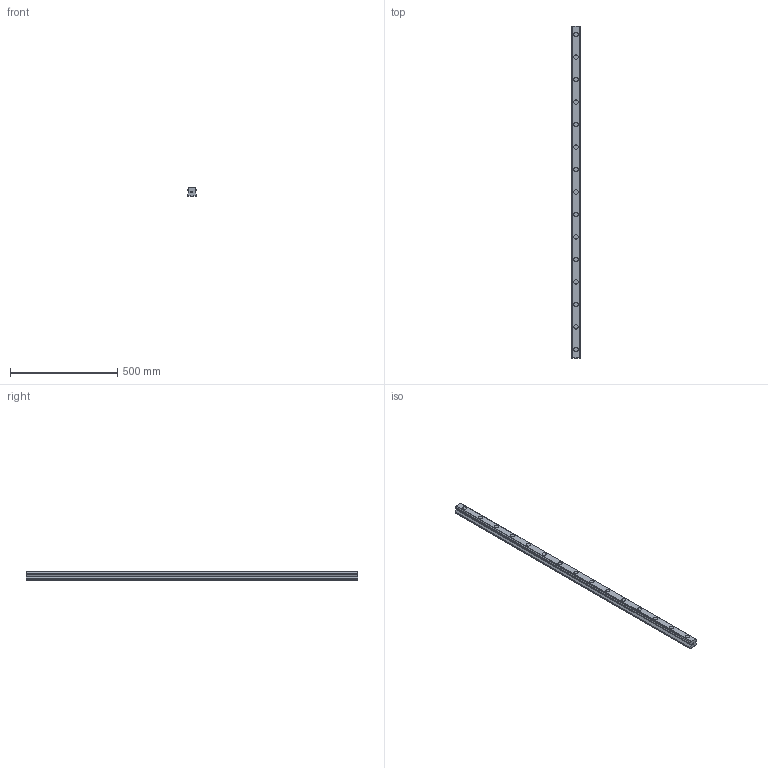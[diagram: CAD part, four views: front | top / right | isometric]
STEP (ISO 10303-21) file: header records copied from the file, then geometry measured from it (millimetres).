
FILE_DESCRIPTION(('STEP AP214'),'1');
FILE_NAME('cctmp_7BF4B492-78AD-4B2B-BE72-08F7FABD5A30_2020_10_29_12_38_36_864..stp','2020-10-29T11:38:37',('HIWIN GmbH'),('CADClick - www.CADClick.com'),'Spatial InterOp 3D',' ','unknown authorization');
FILE_SCHEMA(('AUTOMOTIVE_DESIGN'));
Length unit declared in the file: millimetre
Products named in the file (1): HGR45R1550H_FILE
Bounding box: 45 x 1550 x 38 mm (x, y, z)
Volume: 2083135.9 mm3; surface area: 302502.3 mm2
Topology: 1 solids, 1 shells, 232 faces, 543 edges, 362 vertices
Faces by surface type: plane 138, cylinder 94
Entity records: 8555 total; most frequent: DIRECTION 1197, CARTESIAN_POINT 1138, ORIENTED_EDGE 1086, EDGE_CURVE 543, AXIS2_PLACEMENT_3D 421, VERTEX_POINT 362, LINE 355, VECTOR 355
